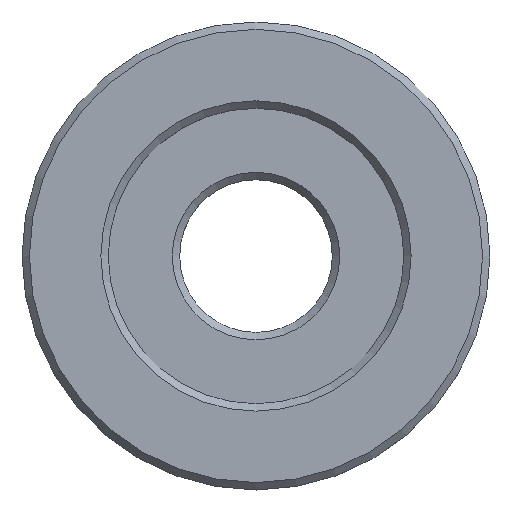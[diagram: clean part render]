
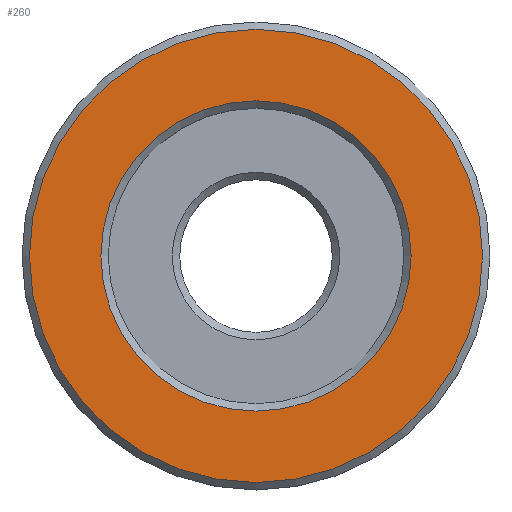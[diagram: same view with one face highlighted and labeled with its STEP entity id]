
A CAD part, top view. The second image highlights one B-rep face of the part: STEP entity #260.
In plain terms, the highlighted planar face has unit normal (0, 0, 1).
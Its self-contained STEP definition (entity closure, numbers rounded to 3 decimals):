
#16=FACE_BOUND('',#50,.T.);
#20=PLANE('',#300);
#34=FACE_OUTER_BOUND('',#49,.T.);
#49=EDGE_LOOP('',(#203,#204));
#50=EDGE_LOOP('',(#205,#206));
#91=CIRCLE('',#298,3.15);
#92=CIRCLE('',#299,3.15);
#93=CIRCLE('',#301,4.6);
#94=CIRCLE('',#302,4.6);
#119=VERTEX_POINT('',#450);
#120=VERTEX_POINT('',#452);
#121=VERTEX_POINT('',#456);
#122=VERTEX_POINT('',#457);
#151=EDGE_CURVE('',#119,#120,#91,.T.);
#152=EDGE_CURVE('',#120,#119,#92,.T.);
#153=EDGE_CURVE('',#121,#122,#93,.T.);
#154=EDGE_CURVE('',#122,#121,#94,.T.);
#203=ORIENTED_EDGE('',*,*,#153,.F.);
#204=ORIENTED_EDGE('',*,*,#154,.F.);
#205=ORIENTED_EDGE('',*,*,#152,.F.);
#206=ORIENTED_EDGE('',*,*,#151,.F.);
#260=ADVANCED_FACE('',(#34,#16),#20,.T.);
#298=AXIS2_PLACEMENT_3D('',#453,#361,#362);
#299=AXIS2_PLACEMENT_3D('',#454,#363,#364);
#300=AXIS2_PLACEMENT_3D('',#455,#365,#366);
#301=AXIS2_PLACEMENT_3D('',#458,#367,#368);
#302=AXIS2_PLACEMENT_3D('',#459,#369,#370);
#361=DIRECTION('center_axis',(0.,0.,1.));
#362=DIRECTION('ref_axis',(0.,-1.,0.));
#363=DIRECTION('center_axis',(0.,0.,1.));
#364=DIRECTION('ref_axis',(0.,-1.,0.));
#365=DIRECTION('center_axis',(0.,0.,1.));
#366=DIRECTION('ref_axis',(0.,-1.,0.));
#367=DIRECTION('center_axis',(0.,0.,-1.));
#368=DIRECTION('ref_axis',(0.,-1.,0.));
#369=DIRECTION('center_axis',(0.,0.,-1.));
#370=DIRECTION('ref_axis',(0.,-1.,0.));
#450=CARTESIAN_POINT('',(0.,3.15,1.));
#452=CARTESIAN_POINT('',(0.,-3.15,1.));
#453=CARTESIAN_POINT('Origin',(0.,0.,1.));
#454=CARTESIAN_POINT('Origin',(0.,0.,1.));
#455=CARTESIAN_POINT('Origin',(0.,0.,1.));
#456=CARTESIAN_POINT('',(0.,4.6,1.));
#457=CARTESIAN_POINT('',(0.,-4.6,1.));
#458=CARTESIAN_POINT('Origin',(0.,0.,1.));
#459=CARTESIAN_POINT('Origin',(0.,0.,1.));
